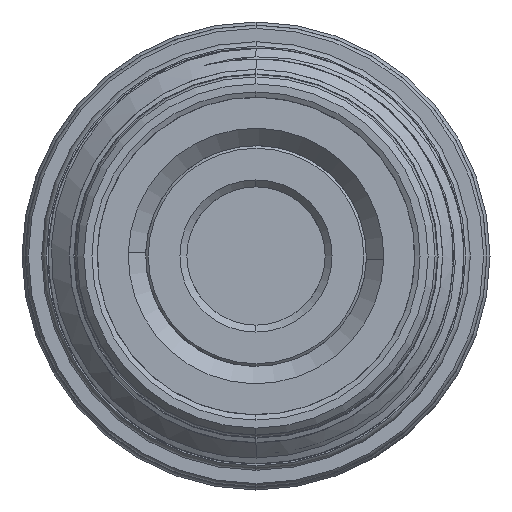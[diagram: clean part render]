
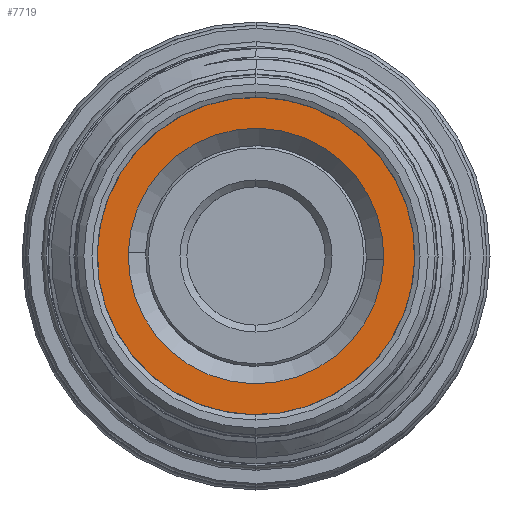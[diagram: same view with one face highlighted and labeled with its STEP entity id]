
A CAD part, left-side view. The second image highlights one B-rep face of the part: STEP entity #7719.
In plain terms, the highlighted planar face has unit normal (-1, 0, 0).
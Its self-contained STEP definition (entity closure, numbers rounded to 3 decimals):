
#75 = AXIS2_PLACEMENT_3D ( 'NONE', #8755, #16635, #20574 ) ;
#709 = AXIS2_PLACEMENT_3D ( 'NONE', #3001, #3324, #3075 ) ;
#995 = ORIENTED_EDGE ( 'NONE', *, *, #9701, .F. ) ;
#1010 = AXIS2_PLACEMENT_3D ( 'NONE', #9334, #5589, #25053 ) ;
#1240 = CIRCLE ( 'NONE', #13158, 14.7 ) ;
#3001 = CARTESIAN_POINT ( 'NONE',  ( -41.403, 0., 0. ) ) ;
#3075 = DIRECTION ( 'NONE',  ( 0., -1., -0.028 ) ) ;
#3260 = EDGE_CURVE ( 'NONE', #21598, #23740, #23610, .T. ) ;
#3324 = DIRECTION ( 'NONE',  ( 1., 0., 0. ) ) ;
#4015 = ORIENTED_EDGE ( 'NONE', *, *, #18396, .F. ) ;
#4360 = CARTESIAN_POINT ( 'NONE',  ( -41.403, -18.253, -0.502 ) ) ;
#4725 = CARTESIAN_POINT ( 'NONE',  ( -41.403, 0., 0. ) ) ;
#5504 = PLANE ( 'NONE',  #1010 ) ;
#5589 = DIRECTION ( 'NONE',  ( 1., 0., 0. ) ) ;
#5834 = FACE_BOUND ( 'NONE', #9998, .T. ) ;
#6666 = CARTESIAN_POINT ( 'NONE',  ( -41.403, -14.694, -0.404 ) ) ;
#7054 = AXIS2_PLACEMENT_3D ( 'NONE', #4725, #14170, #12222 ) ;
#7276 = CARTESIAN_POINT ( 'NONE',  ( -41.403, 18.253, 0.502 ) ) ;
#7436 = CARTESIAN_POINT ( 'NONE',  ( -41.403, 14.694, 0.404 ) ) ;
#7683 = FACE_OUTER_BOUND ( 'NONE', #20046, .T. ) ;
#7719 = ADVANCED_FACE ( 'NONE', ( #7683, #5834 ), #5504, .F. ) ;
#8755 = CARTESIAN_POINT ( 'NONE',  ( -41.403, 0., 0. ) ) ;
#9334 = CARTESIAN_POINT ( 'NONE',  ( -41.403, 0., 0. ) ) ;
#9596 = CARTESIAN_POINT ( 'NONE',  ( -41.403, 0., 0. ) ) ;
#9701 = EDGE_CURVE ( 'NONE', #13215, #11157, #20013, .T. ) ;
#9937 = DIRECTION ( 'NONE',  ( 0., 1., 0.028 ) ) ;
#9998 = EDGE_LOOP ( 'NONE', ( #15468, #19030 ) ) ;
#11157 = VERTEX_POINT ( 'NONE', #7276 ) ;
#12222 = DIRECTION ( 'NONE',  ( 0., -1., -0.028 ) ) ;
#13158 = AXIS2_PLACEMENT_3D ( 'NONE', #9596, #19470, #9937 ) ;
#13215 = VERTEX_POINT ( 'NONE', #4360 ) ;
#14170 = DIRECTION ( 'NONE',  ( 1., 0., 0. ) ) ;
#15468 = ORIENTED_EDGE ( 'NONE', *, *, #23301, .F. ) ;
#16635 = DIRECTION ( 'NONE',  ( -1., 0., 0. ) ) ;
#18396 = EDGE_CURVE ( 'NONE', #11157, #13215, #18870, .T. ) ;
#18870 = CIRCLE ( 'NONE', #709, 18.26 ) ;
#19030 = ORIENTED_EDGE ( 'NONE', *, *, #3260, .F. ) ;
#19470 = DIRECTION ( 'NONE',  ( -1., 0., 0. ) ) ;
#20013 = CIRCLE ( 'NONE', #7054, 18.26 ) ;
#20046 = EDGE_LOOP ( 'NONE', ( #995, #4015 ) ) ;
#20574 = DIRECTION ( 'NONE',  ( 0., 1., 0.028 ) ) ;
#21598 = VERTEX_POINT ( 'NONE', #6666 ) ;
#23301 = EDGE_CURVE ( 'NONE', #23740, #21598, #1240, .T. ) ;
#23610 = CIRCLE ( 'NONE', #75, 14.7 ) ;
#23740 = VERTEX_POINT ( 'NONE', #7436 ) ;
#25053 = DIRECTION ( 'NONE',  ( 0., -1., -0.028 ) ) ;
